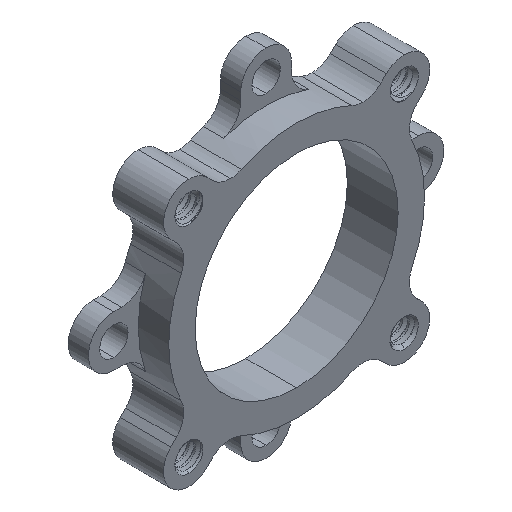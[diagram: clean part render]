
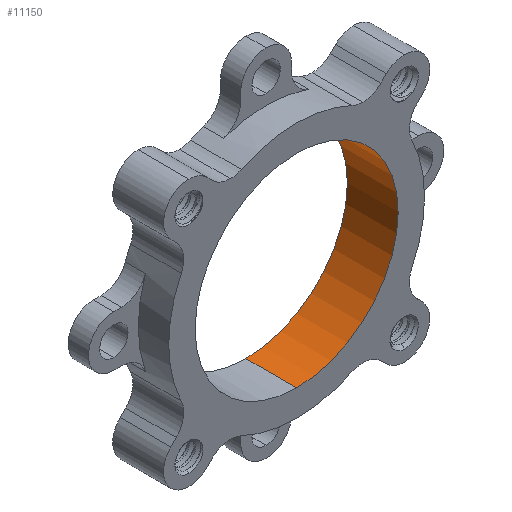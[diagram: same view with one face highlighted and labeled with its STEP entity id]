
A CAD part, isometric view. The second image highlights one B-rep face of the part: STEP entity #11150.
In plain terms, the highlighted cylindrical face has radius 12.696 mm (diameter 25.392 mm), a partial arc.
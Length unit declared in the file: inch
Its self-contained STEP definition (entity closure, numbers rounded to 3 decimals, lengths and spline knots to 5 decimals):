
#104 = CARTESIAN_POINT ( 'NONE',  ( 0., 0., -0.49985 ) ) ;
#748 = DIRECTION ( 'NONE',  ( 0., -1., 0. ) ) ;
#766 = LINE ( 'NONE', #3947, #11073 ) ;
#918 = EDGE_LOOP ( 'NONE', ( #9525, #4683, #1558, #3887 ) ) ;
#1143 = CYLINDRICAL_SURFACE ( 'NONE', #11931, 0.49985 ) ;
#1558 = ORIENTED_EDGE ( 'NONE', *, *, #5331, .T. ) ;
#1917 = CIRCLE ( 'NONE', #12487, 0.49985 ) ;
#2438 = VERTEX_POINT ( 'NONE', #6651 ) ;
#2454 = DIRECTION ( 'NONE',  ( 0., 0., -1. ) ) ;
#2556 = EDGE_CURVE ( 'NONE', #2855, #8841, #1917, .T. ) ;
#2855 = VERTEX_POINT ( 'NONE', #5415 ) ;
#3002 = EDGE_CURVE ( 'NONE', #2438, #7806, #8588, .T. ) ;
#3887 = ORIENTED_EDGE ( 'NONE', *, *, #2556, .F. ) ;
#3947 = CARTESIAN_POINT ( 'NONE',  ( 0., 0.25, 0.49985 ) ) ;
#4327 = FACE_OUTER_BOUND ( 'NONE', #918, .T. ) ;
#4683 = ORIENTED_EDGE ( 'NONE', *, *, #3002, .T. ) ;
#4762 = EDGE_CURVE ( 'NONE', #2438, #2855, #766, .T. ) ;
#4810 = DIRECTION ( 'NONE',  ( 0., 0., 1. ) ) ;
#5331 = EDGE_CURVE ( 'NONE', #7806, #8841, #10007, .T. ) ;
#5415 = CARTESIAN_POINT ( 'NONE',  ( 0., 0., 0.49985 ) ) ;
#5870 = DIRECTION ( 'NONE',  ( 0., 1., 0. ) ) ;
#6651 = CARTESIAN_POINT ( 'NONE',  ( 0., 0.25, 0.49985 ) ) ;
#7806 = VERTEX_POINT ( 'NONE', #11219 ) ;
#7931 = DIRECTION ( 'NONE',  ( 0., 1., 0. ) ) ;
#8436 = VECTOR ( 'NONE', #8469, 39.37008 ) ;
#8469 = DIRECTION ( 'NONE',  ( 0., -1., 0. ) ) ;
#8588 = CIRCLE ( 'NONE', #10858, 0.49985 ) ;
#8596 = CARTESIAN_POINT ( 'NONE',  ( 0., 0.25, -0.49985 ) ) ;
#8841 = VERTEX_POINT ( 'NONE', #104 ) ;
#9525 = ORIENTED_EDGE ( 'NONE', *, *, #4762, .F. ) ;
#9563 = DIRECTION ( 'NONE',  ( 0., -1., 0. ) ) ;
#9682 = DIRECTION ( 'NONE',  ( 0., 0., 1. ) ) ;
#10007 = LINE ( 'NONE', #8596, #8436 ) ;
#10858 = AXIS2_PLACEMENT_3D ( 'NONE', #12733, #7931, #4810 ) ;
#11073 = VECTOR ( 'NONE', #748, 39.37008 ) ;
#11150 = ADVANCED_FACE ( 'NONE', ( #4327 ), #1143, .F. ) ;
#11219 = CARTESIAN_POINT ( 'NONE',  ( 0., 0.25, -0.49985 ) ) ;
#11351 = CARTESIAN_POINT ( 'NONE',  ( 0., 0.25, 0. ) ) ;
#11931 = AXIS2_PLACEMENT_3D ( 'NONE', #11351, #9563, #2454 ) ;
#12487 = AXIS2_PLACEMENT_3D ( 'NONE', #12962, #5870, #9682 ) ;
#12733 = CARTESIAN_POINT ( 'NONE',  ( 0., 0.25, 0. ) ) ;
#12962 = CARTESIAN_POINT ( 'NONE',  ( 0., 0., 0. ) ) ;
